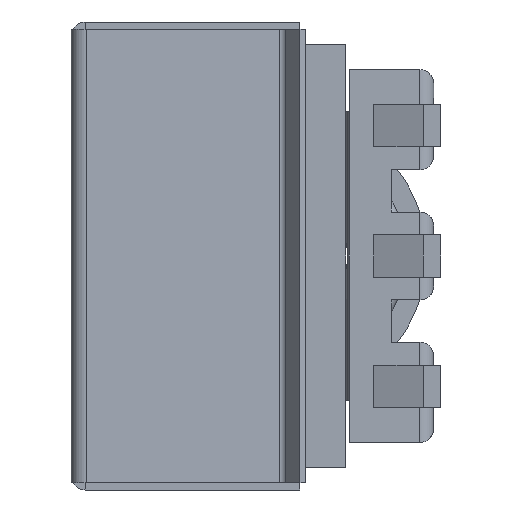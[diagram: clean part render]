
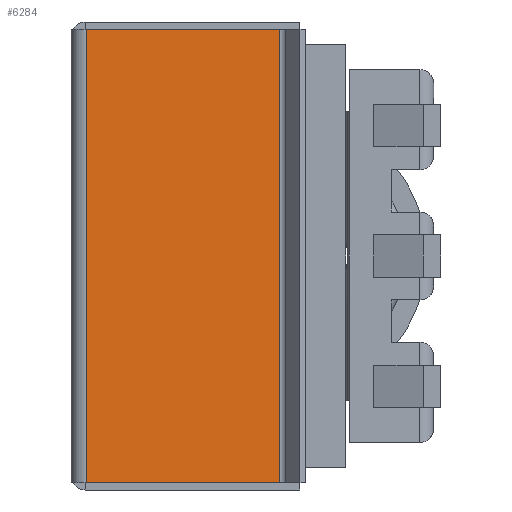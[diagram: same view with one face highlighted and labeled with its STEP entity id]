
A CAD part, left-side view. The second image highlights one B-rep face of the part: STEP entity #6284.
In plain terms, the highlighted planar face has unit normal (-0.998, -0.058, 0).
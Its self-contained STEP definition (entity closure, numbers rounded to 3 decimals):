
#995=LINE('',#10746,#1667);
#996=LINE('',#10748,#1668);
#997=LINE('',#10750,#1669);
#998=LINE('',#10751,#1670);
#1667=VECTOR('',#8227,10.);
#1668=VECTOR('',#8228,10.);
#1669=VECTOR('',#8229,10.);
#1670=VECTOR('',#8230,10.);
#2102=FACE_OUTER_BOUND('',#2470,.T.);
#2470=EDGE_LOOP('',(#5546,#5547,#5548,#5549));
#3108=VERTEX_POINT('',#10737);
#3110=VERTEX_POINT('',#10745);
#3111=VERTEX_POINT('',#10747);
#3112=VERTEX_POINT('',#10749);
#3933=EDGE_CURVE('',#3110,#3108,#995,.T.);
#3934=EDGE_CURVE('',#3111,#3110,#996,.T.);
#3935=EDGE_CURVE('',#3111,#3112,#997,.T.);
#3936=EDGE_CURVE('',#3108,#3112,#998,.T.);
#5546=ORIENTED_EDGE('',*,*,#3933,.F.);
#5547=ORIENTED_EDGE('',*,*,#3934,.F.);
#5548=ORIENTED_EDGE('',*,*,#3935,.T.);
#5549=ORIENTED_EDGE('',*,*,#3936,.F.);
#5945=PLANE('',#6826);
#6284=ADVANCED_FACE('',(#2102),#5945,.T.);
#6826=AXIS2_PLACEMENT_3D('',#10744,#8225,#8226);
#8225=DIRECTION('center_axis',(-0.998,-0.058,0.));
#8226=DIRECTION('ref_axis',(0.,0.,1.));
#8227=DIRECTION('',(0.,0.,-1.));
#8228=DIRECTION('',(0.058,-0.998,0.));
#8229=DIRECTION('',(0.,0.,-1.));
#8230=DIRECTION('',(-0.058,0.998,0.));
#10737=CARTESIAN_POINT('',(-2.903,-2.961,-3.225));
#10744=CARTESIAN_POINT('Origin',(-2.987,-1.522,0.));
#10745=CARTESIAN_POINT('',(-2.903,-2.961,3.225));
#10746=CARTESIAN_POINT('',(-2.903,-2.961,0.));
#10747=CARTESIAN_POINT('',(-3.063,-0.212,3.225));
#10748=CARTESIAN_POINT('',(-2.895,-3.099,3.225));
#10749=CARTESIAN_POINT('',(-3.063,-0.212,-3.225));
#10750=CARTESIAN_POINT('',(-3.063,-0.212,0.));
#10751=CARTESIAN_POINT('',(-3.097,0.385,-3.225));
